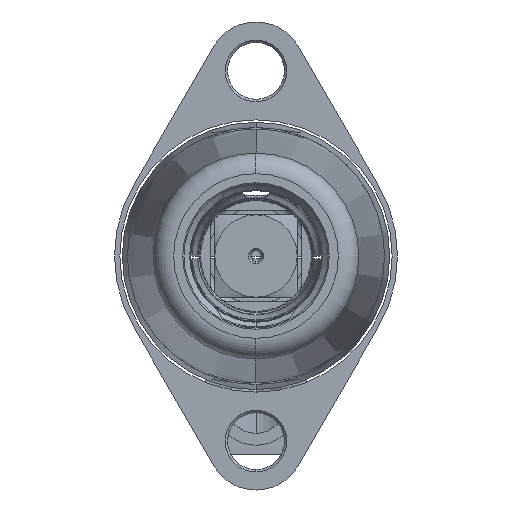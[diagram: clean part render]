
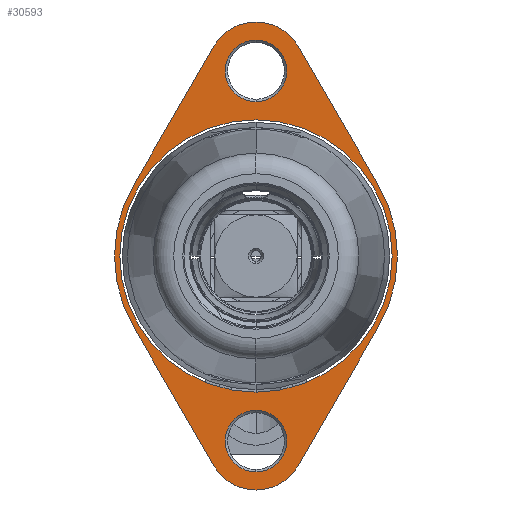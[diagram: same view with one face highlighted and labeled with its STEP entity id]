
A CAD part, left-side view. The second image highlights one B-rep face of the part: STEP entity #30593.
In plain terms, the highlighted planar face has unit normal (-1, 0, 0).
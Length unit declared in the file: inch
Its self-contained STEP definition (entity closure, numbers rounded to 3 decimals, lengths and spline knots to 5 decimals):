
#28434=CARTESIAN_POINT('',(-19.2708,0.005,0.));
#28435=DIRECTION('',(-1.,0.,0.));
#28436=DIRECTION('',(0.,0.,-1.));
#28437=AXIS2_PLACEMENT_3D('',#28434,#28435,#28436);
#28439=CARTESIAN_POINT('',(-19.2708,0.005,0.));
#28440=DIRECTION('',(-1.,0.,0.));
#28441=DIRECTION('',(0.,0.,1.));
#28442=AXIS2_PLACEMENT_3D('',#28439,#28440,#28441);
#28444=CARTESIAN_POINT('',(-19.2708,0.005,2.25));
#28445=DIRECTION('',(1.,0.,0.));
#28446=DIRECTION('',(0.,0.866,0.5));
#28447=AXIS2_PLACEMENT_3D('',#28444,#28445,#28446);
#28449=DIRECTION('',(0.,0.5,0.866));
#28450=VECTOR('',#28449,1.94798);
#28451=CARTESIAN_POINT('',(-19.2708,-1.48412,0.86076));
#28452=LINE('',#28451,#28450);
#28453=CARTESIAN_POINT('',(-19.2708,0.005,0.));
#28454=DIRECTION('',(1.,0.,0.));
#28455=DIRECTION('',(0.,-0.866,0.5));
#28456=AXIS2_PLACEMENT_3D('',#28453,#28454,#28455);
#28458=DIRECTION('',(0.,-0.5,0.866));
#28459=VECTOR('',#28458,1.94798);
#28460=CARTESIAN_POINT('',(-19.2708,-0.50927,-2.54726));
#28461=LINE('',#28460,#28459);
#28462=CARTESIAN_POINT('',(-19.2708,0.005,-2.25));
#28463=DIRECTION('',(1.,0.,0.));
#28464=DIRECTION('',(0.,-0.866,-0.5));
#28465=AXIS2_PLACEMENT_3D('',#28462,#28463,#28464);
#28467=DIRECTION('',(0.,-0.5,-0.866));
#28468=VECTOR('',#28467,1.94798);
#28469=CARTESIAN_POINT('',(-19.2708,1.49412,-0.86076));
#28470=LINE('',#28469,#28468);
#28471=CARTESIAN_POINT('',(-19.2708,0.005,0.));
#28472=DIRECTION('',(1.,0.,0.));
#28473=DIRECTION('',(0.,0.866,-0.5));
#28474=AXIS2_PLACEMENT_3D('',#28471,#28472,#28473);
#28476=DIRECTION('',(0.,0.5,-0.866));
#28477=VECTOR('',#28476,1.94798);
#28478=CARTESIAN_POINT('',(-19.2708,0.51927,2.54726));
#28479=LINE('',#28478,#28477);
#30034=CARTESIAN_POINT('',(-19.2708,0.005,2.25));
#30035=DIRECTION('',(-1.,0.,0.));
#30036=DIRECTION('',(0.,0.,1.));
#30037=AXIS2_PLACEMENT_3D('',#30034,#30035,#30036);
#30044=CARTESIAN_POINT('',(-19.2708,0.005,2.25));
#30045=DIRECTION('',(-1.,0.,0.));
#30046=DIRECTION('',(0.,0.,-1.));
#30047=AXIS2_PLACEMENT_3D('',#30044,#30045,#30046);
#30062=CARTESIAN_POINT('',(-19.2708,0.005,-2.25));
#30063=DIRECTION('',(-1.,0.,0.));
#30064=DIRECTION('',(0.,0.,1.));
#30065=AXIS2_PLACEMENT_3D('',#30062,#30063,#30064);
#30072=CARTESIAN_POINT('',(-19.2708,0.005,-2.25));
#30073=DIRECTION('',(-1.,0.,0.));
#30074=DIRECTION('',(0.,0.,-1.));
#30075=AXIS2_PLACEMENT_3D('',#30072,#30073,#30074);
#30410=CARTESIAN_POINT('',(-19.2708,0.005,1.655));
#30411=CARTESIAN_POINT('',(-19.2708,0.005,-1.655));
#30412=VERTEX_POINT('',#30410);
#30413=VERTEX_POINT('',#30411);
#30414=CARTESIAN_POINT('',(-19.2708,0.51927,2.54726));
#30415=CARTESIAN_POINT('',(-19.2708,-0.50927,2.54726));
#30416=VERTEX_POINT('',#30414);
#30417=VERTEX_POINT('',#30415);
#30418=CARTESIAN_POINT('',(-19.2708,1.49412,0.86076));
#30419=VERTEX_POINT('',#30418);
#30420=CARTESIAN_POINT('',(-19.2708,1.49412,-0.86076));
#30421=VERTEX_POINT('',#30420);
#30422=CARTESIAN_POINT('',(-19.2708,0.51927,-2.54726));
#30423=VERTEX_POINT('',#30422);
#30424=CARTESIAN_POINT('',(-19.2708,-0.50927,-2.54726));
#30425=VERTEX_POINT('',#30424);
#30426=CARTESIAN_POINT('',(-19.2708,-1.48412,-0.86076));
#30427=VERTEX_POINT('',#30426);
#30428=CARTESIAN_POINT('',(-19.2708,-1.48412,0.86076));
#30429=VERTEX_POINT('',#30428);
#30462=CARTESIAN_POINT('',(-19.2708,0.005,2.625));
#30463=CARTESIAN_POINT('',(-19.2708,0.005,1.875));
#30464=VERTEX_POINT('',#30462);
#30465=VERTEX_POINT('',#30463);
#30470=CARTESIAN_POINT('',(-19.2708,0.005,-1.875));
#30471=CARTESIAN_POINT('',(-19.2708,0.005,-2.625));
#30472=VERTEX_POINT('',#30470);
#30473=VERTEX_POINT('',#30471);
#30552=CARTESIAN_POINT('',(-19.2708,0.005,0.));
#30553=DIRECTION('',(1.,0.,0.));
#30554=DIRECTION('',(0.,0.,-1.));
#30555=AXIS2_PLACEMENT_3D('',#30552,#30553,#30554);
#30556=PLANE('',#30555);
#30558=ORIENTED_EDGE('',*,*,#30557,.T.);
#30560=ORIENTED_EDGE('',*,*,#30559,.F.);
#30562=ORIENTED_EDGE('',*,*,#30561,.T.);
#30564=ORIENTED_EDGE('',*,*,#30563,.F.);
#30566=ORIENTED_EDGE('',*,*,#30565,.T.);
#30568=ORIENTED_EDGE('',*,*,#30567,.F.);
#30570=ORIENTED_EDGE('',*,*,#30569,.T.);
#30572=ORIENTED_EDGE('',*,*,#30571,.F.);
#30573=EDGE_LOOP('',(#30558,#30560,#30562,#30564,#30566,#30568,#30570,#30572));
#30574=FACE_OUTER_BOUND('',#30573,.F.);
#30576=ORIENTED_EDGE('',*,*,#30575,.T.);
#30578=ORIENTED_EDGE('',*,*,#30577,.T.);
#30579=EDGE_LOOP('',(#30576,#30578));
#30580=FACE_BOUND('',#30579,.F.);
#30582=ORIENTED_EDGE('',*,*,#30581,.T.);
#30584=ORIENTED_EDGE('',*,*,#30583,.T.);
#30585=EDGE_LOOP('',(#30582,#30584));
#30586=FACE_BOUND('',#30585,.F.);
#30588=ORIENTED_EDGE('',*,*,#30587,.T.);
#30590=ORIENTED_EDGE('',*,*,#30589,.T.);
#30591=EDGE_LOOP('',(#30588,#30590));
#30592=FACE_BOUND('',#30591,.F.);
#30593=ADVANCED_FACE('',(#30574,#30580,#30586,#30592),#30556,.F.);
#28438=CIRCLE('',#28437,1.655);
#28443=CIRCLE('',#28442,1.655);
#28448=CIRCLE('',#28447,0.594);
#28457=CIRCLE('',#28456,1.72);
#28466=CIRCLE('',#28465,0.594);
#28475=CIRCLE('',#28474,1.72);
#30038=CIRCLE('',#30037,0.375);
#30048=CIRCLE('',#30047,0.375);
#30066=CIRCLE('',#30065,0.375);
#30076=CIRCLE('',#30075,0.375);
#30557=EDGE_CURVE('',#30416,#30417,#28448,.T.);
#30559=EDGE_CURVE('',#30429,#30417,#28452,.T.);
#30561=EDGE_CURVE('',#30429,#30427,#28457,.T.);
#30563=EDGE_CURVE('',#30425,#30427,#28461,.T.);
#30565=EDGE_CURVE('',#30425,#30423,#28466,.T.);
#30567=EDGE_CURVE('',#30421,#30423,#28470,.T.);
#30569=EDGE_CURVE('',#30421,#30419,#28475,.T.);
#30571=EDGE_CURVE('',#30416,#30419,#28479,.T.);
#30575=EDGE_CURVE('',#30413,#30412,#28438,.T.);
#30577=EDGE_CURVE('',#30412,#30413,#28443,.T.);
#30581=EDGE_CURVE('',#30465,#30464,#30048,.T.);
#30583=EDGE_CURVE('',#30464,#30465,#30038,.T.);
#30587=EDGE_CURVE('',#30473,#30472,#30076,.T.);
#30589=EDGE_CURVE('',#30472,#30473,#30066,.T.);
